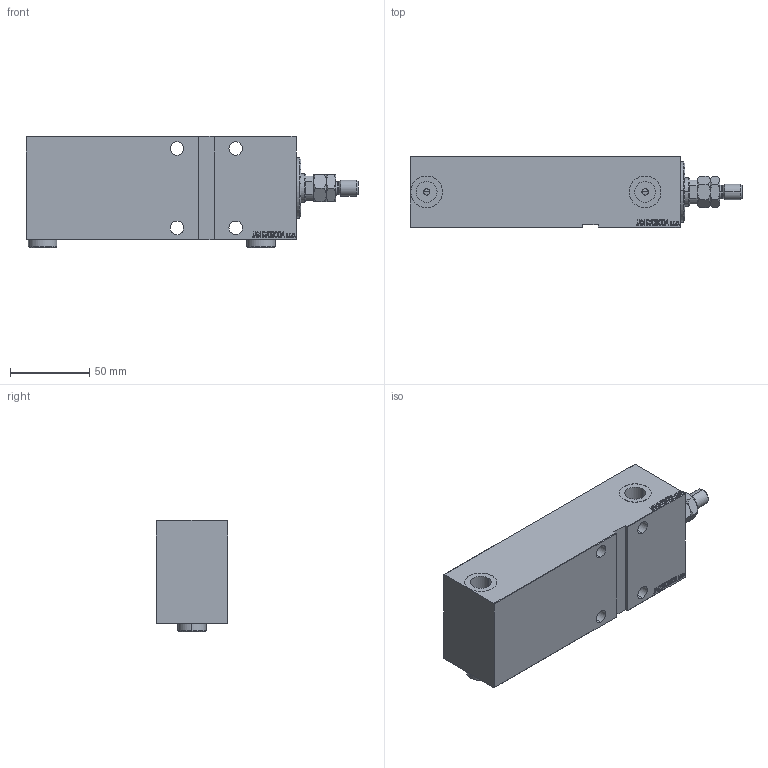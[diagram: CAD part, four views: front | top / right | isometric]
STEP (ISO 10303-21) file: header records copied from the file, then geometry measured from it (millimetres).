
FILE_DESCRIPTION (( 'STEP AP203' ), '1' );
FILE_NAME ('20e4.STEP', '2024-02-12T13:43:01', ( '' ), ( '' ), 'SwSTEP 2.0', 'SolidWorks 2019', '' );
FILE_SCHEMA (( 'CONFIG_CONTROL_DESIGN' ));
Length unit declared in the file: millimetre
Products named in the file (6): Zatka_OIL_PORT cbc232bc515f19650e82951a303b8236; 20e4; V450CM_G_Body cbc232bc515f19650e82951a303b8236; V450CM_G_VCP cbc232bc515f19650e82951a303b8236; MTA cbc232bc515f19650e82951a303b8236; V450CM_VC_G cbc232bc515f19650e82951a303b8236
Assembly tree (6 placements, depth 2):
  20e4
    V450CM_G_Body cbc232bc515f19650e82951a303b8236
    V450CM_G_VCP cbc232bc515f19650e82951a303b8236
    V450CM_VC_G cbc232bc515f19650e82951a303b8236
    MTA cbc232bc515f19650e82951a303b8236
    Zatka_OIL_PORT cbc232bc515f19650e82951a303b8236  x2
Bounding box: 209 x 45 x 69.9 mm (x, y, z)
Volume: 456552.1 mm3; surface area: 83313.7 mm2
Topology: 6 solids, 6 shells, 962 faces, 2428 edges, 1591 vertices
Faces by surface type: plane 460, bspline 380, cylinder 74, cone 46, torus 2
Entity records: 46118 total; most frequent: CARTESIAN_POINT 25301, ORIENTED_EDGE 4772, DIRECTION 2884, EDGE_CURVE 2386, VERTEX_POINT 1567, LINE 1384, VECTOR 1384, EDGE_LOOP 1075
